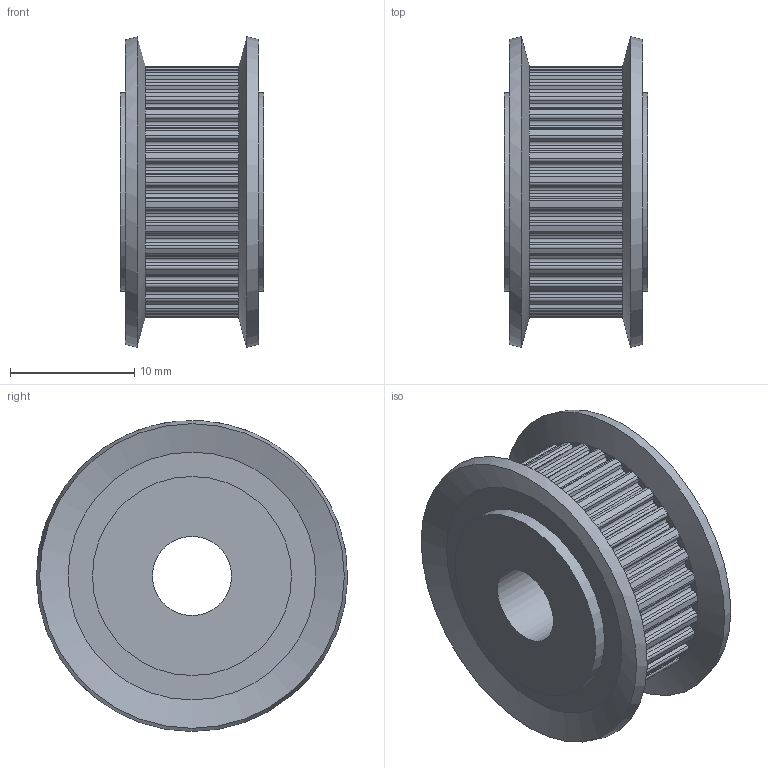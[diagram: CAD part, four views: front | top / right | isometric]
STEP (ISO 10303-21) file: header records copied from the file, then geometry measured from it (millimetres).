
FILE_DESCRIPTION( ( 'STEP AP203' ), '1' );
FILE_NAME( 'ATP32MXL025-A-H6_35_2_03.stp', ' ', ( ' ' ), ( ' ' ), 'PSStep 15.0.47', 'PARTsolutions', ' ' );
FILE_SCHEMA( ( 'CONFIG_CONTROL_DESIGN' ) );
Length unit declared in the file: millimetre
Products named in the file (2): ATP32MXL025-A-H6.35; _ATP32MXL025-A-H6.35_b
Assembly tree (1 placements, depth 2):
  ATP32MXL025-A-H6.35
    _ATP32MXL025-A-H6.35_b
Bounding box: 11.5 x 25 x 25 mm (x, y, z)
Volume: 3275.4 mm3; surface area: 2401.2 mm2
Topology: 1 solids, 1 shells, 333 faces, 855 edges, 526 vertices
Faces by surface type: cylinder 195, plane 132, cone 6
Full cylindrical faces by diameter (mm): 6.35 x1, 16 x2
Entity records: 10193 total; most frequent: DIRECTION 1974, CARTESIAN_POINT 1703, ORIENTED_EDGE 1688, EDGE_CURVE 844, AXIS2_PLACEMENT_3D 795, VERTEX_POINT 524, CIRCLE 460, LINE 384
